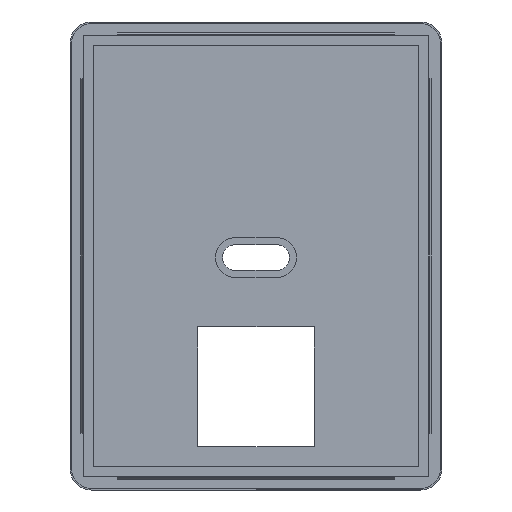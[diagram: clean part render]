
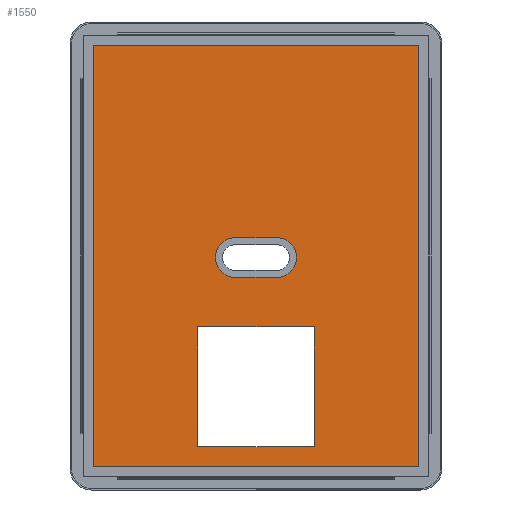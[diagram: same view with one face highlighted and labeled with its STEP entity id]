
A CAD part, front view. The second image highlights one B-rep face of the part: STEP entity #1550.
In plain terms, the highlighted planar face has unit normal (0, -1, 0).
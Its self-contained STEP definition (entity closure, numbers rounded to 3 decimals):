
#37=CIRCLE('',#1630,2.7);
#38=CIRCLE('',#1633,2.7);
#39=CIRCLE('',#1636,2.7);
#40=CIRCLE('',#1639,2.7);
#83=FACE_BOUND('',#256,.T.);
#84=FACE_BOUND('',#257,.T.);
#164=FACE_OUTER_BOUND('',#255,.T.);
#255=EDGE_LOOP('',(#1347,#1348,#1349,#1350));
#256=EDGE_LOOP('',(#1351,#1352,#1353,#1354));
#257=EDGE_LOOP('',(#1355,#1356,#1357,#1358,#1359,#1360,#1361,#1362));
#267=LINE('',#2110,#443);
#271=LINE('',#2118,#447);
#274=LINE('',#2124,#450);
#277=LINE('',#2129,#453);
#390=LINE('',#2407,#566);
#394=LINE('',#2416,#570);
#397=LINE('',#2424,#573);
#400=LINE('',#2432,#576);
#404=LINE('',#2441,#580);
#406=LINE('',#2445,#582);
#408=LINE('',#2449,#584);
#409=LINE('',#2451,#585);
#443=VECTOR('',#1686,10.);
#447=VECTOR('',#1692,10.);
#450=VECTOR('',#1697,10.);
#453=VECTOR('',#1702,10.);
#566=VECTOR('',#1947,10.);
#570=VECTOR('',#1957,10.);
#573=VECTOR('',#1966,10.);
#576=VECTOR('',#1975,10.);
#580=VECTOR('',#1985,10.);
#582=VECTOR('',#1989,10.);
#584=VECTOR('',#1993,10.);
#585=VECTOR('',#1996,10.);
#619=VERTEX_POINT('',#2108);
#620=VERTEX_POINT('',#2109);
#623=VERTEX_POINT('',#2117);
#625=VERTEX_POINT('',#2123);
#724=VERTEX_POINT('',#2405);
#725=VERTEX_POINT('',#2406);
#726=VERTEX_POINT('',#2411);
#727=VERTEX_POINT('',#2415);
#728=VERTEX_POINT('',#2419);
#729=VERTEX_POINT('',#2423);
#730=VERTEX_POINT('',#2427);
#731=VERTEX_POINT('',#2431);
#732=VERTEX_POINT('',#2437);
#733=VERTEX_POINT('',#2439);
#734=VERTEX_POINT('',#2443);
#735=VERTEX_POINT('',#2447);
#763=EDGE_CURVE('',#619,#620,#267,.T.);
#767=EDGE_CURVE('',#620,#623,#271,.T.);
#770=EDGE_CURVE('',#623,#625,#274,.T.);
#773=EDGE_CURVE('',#625,#619,#277,.T.);
#908=EDGE_CURVE('',#724,#725,#390,.T.);
#911=EDGE_CURVE('',#725,#726,#37,.T.);
#913=EDGE_CURVE('',#726,#727,#394,.T.);
#915=EDGE_CURVE('',#727,#728,#38,.T.);
#917=EDGE_CURVE('',#728,#729,#397,.T.);
#919=EDGE_CURVE('',#729,#730,#39,.T.);
#921=EDGE_CURVE('',#730,#731,#400,.T.);
#923=EDGE_CURVE('',#731,#724,#40,.T.);
#926=EDGE_CURVE('',#732,#733,#404,.T.);
#928=EDGE_CURVE('',#733,#734,#406,.T.);
#930=EDGE_CURVE('',#734,#735,#408,.T.);
#931=EDGE_CURVE('',#735,#732,#409,.T.);
#1347=ORIENTED_EDGE('',*,*,#930,.T.);
#1348=ORIENTED_EDGE('',*,*,#931,.T.);
#1349=ORIENTED_EDGE('',*,*,#926,.T.);
#1350=ORIENTED_EDGE('',*,*,#928,.T.);
#1351=ORIENTED_EDGE('',*,*,#770,.T.);
#1352=ORIENTED_EDGE('',*,*,#773,.T.);
#1353=ORIENTED_EDGE('',*,*,#763,.T.);
#1354=ORIENTED_EDGE('',*,*,#767,.T.);
#1355=ORIENTED_EDGE('',*,*,#908,.T.);
#1356=ORIENTED_EDGE('',*,*,#911,.T.);
#1357=ORIENTED_EDGE('',*,*,#913,.T.);
#1358=ORIENTED_EDGE('',*,*,#915,.T.);
#1359=ORIENTED_EDGE('',*,*,#917,.T.);
#1360=ORIENTED_EDGE('',*,*,#919,.T.);
#1361=ORIENTED_EDGE('',*,*,#921,.T.);
#1362=ORIENTED_EDGE('',*,*,#923,.T.);
#1469=PLANE('',#1673);
#1550=ADVANCED_FACE('',(#164,#83,#84),#1469,.F.);
#1630=AXIS2_PLACEMENT_3D('',#2412,#1952,#1953);
#1633=AXIS2_PLACEMENT_3D('',#2420,#1961,#1962);
#1636=AXIS2_PLACEMENT_3D('',#2428,#1970,#1971);
#1639=AXIS2_PLACEMENT_3D('',#2435,#1979,#1980);
#1673=AXIS2_PLACEMENT_3D('',#2533,#2083,#2084);
#1686=DIRECTION('',(-1.,0.,0.));
#1692=DIRECTION('',(0.,0.,1.));
#1697=DIRECTION('',(1.,0.,0.));
#1702=DIRECTION('',(0.,0.,-1.));
#1947=DIRECTION('',(1.,0.,0.));
#1952=DIRECTION('center_axis',(0.,1.,0.));
#1953=DIRECTION('ref_axis',(1.,0.,0.));
#1957=DIRECTION('',(0.,0.,-1.));
#1961=DIRECTION('center_axis',(0.,1.,0.));
#1962=DIRECTION('ref_axis',(0.,0.,-1.));
#1966=DIRECTION('',(-1.,0.,0.));
#1970=DIRECTION('center_axis',(0.,1.,0.));
#1971=DIRECTION('ref_axis',(-1.,0.,0.));
#1975=DIRECTION('',(0.,0.,1.));
#1979=DIRECTION('center_axis',(0.,1.,0.));
#1980=DIRECTION('ref_axis',(0.,0.,1.));
#1985=DIRECTION('',(1.,0.,0.));
#1989=DIRECTION('',(0.,0.,1.));
#1993=DIRECTION('',(-1.,0.,0.));
#1996=DIRECTION('',(0.,0.,-1.));
#2083=DIRECTION('center_axis',(0.,1.,0.));
#2084=DIRECTION('ref_axis',(0.,0.,1.));
#2108=CARTESIAN_POINT('',(32.437,13.6,4.249));
#2109=CARTESIAN_POINT('',(16.037,13.6,4.249));
#2110=CARTESIAN_POINT('',(28.337,13.6,4.249));
#2117=CARTESIAN_POINT('',(16.037,13.6,21.039));
#2118=CARTESIAN_POINT('',(16.037,13.6,17.618));
#2123=CARTESIAN_POINT('',(32.437,13.6,21.039));
#2124=CARTESIAN_POINT('',(20.137,13.6,21.039));
#2129=CARTESIAN_POINT('',(32.437,13.6,26.013));
#2405=CARTESIAN_POINT('',(21.267,13.6,33.549));
#2406=CARTESIAN_POINT('',(27.207,13.6,33.549));
#2407=CARTESIAN_POINT('',(25.722,13.6,33.549));
#2411=CARTESIAN_POINT('',(29.907,13.6,30.849));
#2412=CARTESIAN_POINT('Origin',(27.207,13.6,30.849));
#2415=CARTESIAN_POINT('',(29.907,13.6,30.689));
#2416=CARTESIAN_POINT('',(29.907,13.6,30.838));
#2419=CARTESIAN_POINT('',(27.207,13.6,27.989));
#2420=CARTESIAN_POINT('Origin',(27.207,13.6,30.689));
#2423=CARTESIAN_POINT('',(21.267,13.6,27.989));
#2424=CARTESIAN_POINT('',(22.752,13.6,27.989));
#2427=CARTESIAN_POINT('',(18.567,13.6,30.689));
#2428=CARTESIAN_POINT('Origin',(21.267,13.6,30.689));
#2431=CARTESIAN_POINT('',(18.567,13.6,30.849));
#2432=CARTESIAN_POINT('',(18.567,13.6,30.918));
#2435=CARTESIAN_POINT('Origin',(21.267,13.6,30.849));
#2437=CARTESIAN_POINT('',(1.4,13.6,1.4));
#2439=CARTESIAN_POINT('',(47.075,13.6,1.4));
#2441=CARTESIAN_POINT('',(12.819,13.6,1.4));
#2443=CARTESIAN_POINT('',(47.075,13.6,60.575));
#2445=CARTESIAN_POINT('',(47.075,13.6,16.194));
#2447=CARTESIAN_POINT('',(1.4,13.6,60.575));
#2449=CARTESIAN_POINT('',(35.656,13.6,60.575));
#2451=CARTESIAN_POINT('',(1.4,13.6,45.781));
#2533=CARTESIAN_POINT('Origin',(24.237,13.6,30.987));
